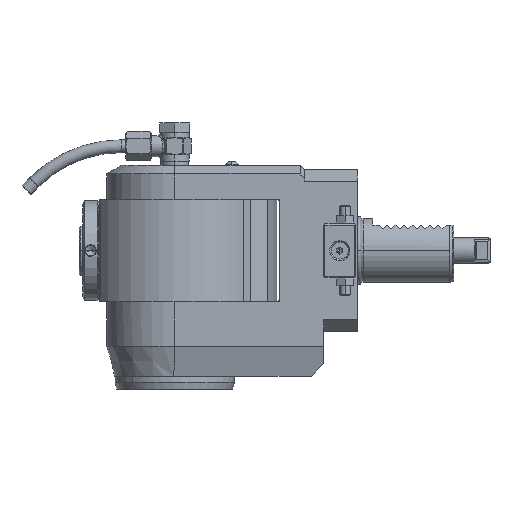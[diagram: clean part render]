
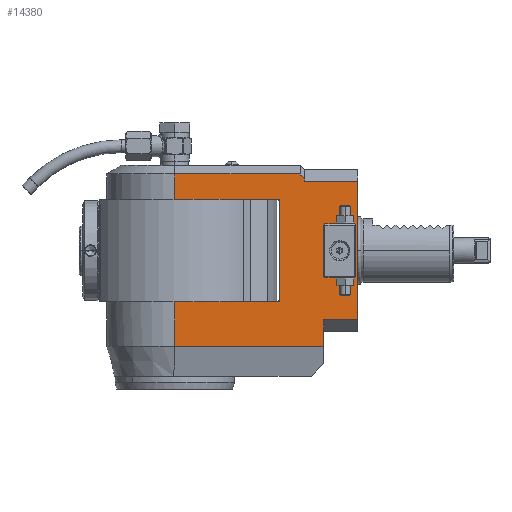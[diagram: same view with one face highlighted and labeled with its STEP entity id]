
A CAD part, left-side view. The second image highlights one B-rep face of the part: STEP entity #14380.
In plain terms, the highlighted planar face has unit normal (-1, 0, 0).
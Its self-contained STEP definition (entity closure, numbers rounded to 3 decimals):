
#3281=DIRECTION('',(0.,1.,0.));
#3282=VECTOR('',#3281,59.);
#3283=CARTESIAN_POINT('',(-32.,-59.,35.959));
#3284=LINE('',#3283,#3282);
#3305=DIRECTION('',(0.,0.,1.));
#3306=VECTOR('',#3305,0.5);
#3307=CARTESIAN_POINT('',(-32.,-59.,35.459));
#3308=LINE('',#3307,#3306);
#3313=DIRECTION('',(0.,1.,0.));
#3314=VECTOR('',#3313,0.433);
#3315=CARTESIAN_POINT('',(-32.,-59.433,35.459));
#3316=LINE('',#3315,#3314);
#3317=DIRECTION('',(0.,0.655,0.756));
#3318=VECTOR('',#3317,2.394);
#3319=CARTESIAN_POINT('',(-32.,-61.,33.649));
#3320=LINE('',#3319,#3318);
#3321=DIRECTION('',(0.,-1.,0.));
#3322=VECTOR('',#3321,25.);
#3323=CARTESIAN_POINT('',(-32.,-61.,32.515));
#3324=LINE('',#3323,#3322);
#3325=DIRECTION('',(0.,-1.,0.));
#3326=VECTOR('',#3325,16.);
#3327=CARTESIAN_POINT('',(-32.,-70.,-32.515));
#3328=LINE('',#3327,#3326);
#3329=DIRECTION('',(0.,1.,0.));
#3330=VECTOR('',#3329,23.368);
#3331=CARTESIAN_POINT('',(-32.,-49.,24.));
#3332=LINE('',#3331,#3330);
#3333=DIRECTION('',(0.,0.,1.));
#3334=VECTOR('',#3333,24.);
#3335=CARTESIAN_POINT('',(-32.,-85.,-12.));
#3336=LINE('',#3335,#3334);
#3337=DIRECTION('',(0.,-0.707,-0.707));
#3338=VECTOR('',#3337,0.707);
#3339=CARTESIAN_POINT('',(-32.,-84.5,12.5));
#3340=LINE('',#3339,#3338);
#3341=DIRECTION('',(0.,1.,0.));
#3342=VECTOR('',#3341,14.);
#3343=CARTESIAN_POINT('',(-32.,-84.5,12.5));
#3344=LINE('',#3343,#3342);
#3345=DIRECTION('',(0.,-0.707,0.707));
#3346=VECTOR('',#3345,0.707);
#3347=CARTESIAN_POINT('',(-32.,-70.,12.));
#3348=LINE('',#3347,#3346);
#3349=DIRECTION('',(0.,0.,-1.));
#3350=VECTOR('',#3349,24.);
#3351=CARTESIAN_POINT('',(-32.,-70.,12.));
#3352=LINE('',#3351,#3350);
#3353=DIRECTION('',(0.,0.707,0.707));
#3354=VECTOR('',#3353,0.707);
#3355=CARTESIAN_POINT('',(-32.,-70.5,-12.5));
#3356=LINE('',#3355,#3354);
#3357=DIRECTION('',(0.,-1.,0.));
#3358=VECTOR('',#3357,14.);
#3359=CARTESIAN_POINT('',(-32.,-70.5,-12.5));
#3360=LINE('',#3359,#3358);
#3361=DIRECTION('',(0.,0.707,-0.707));
#3362=VECTOR('',#3361,0.707);
#3363=CARTESIAN_POINT('',(-32.,-85.,-12.));
#3364=LINE('',#3363,#3362);
#3369=DIRECTION('',(0.,0.,-1.));
#3370=VECTOR('',#3369,11.959);
#3371=CARTESIAN_POINT('',(-32.,0.,
35.959));
#3372=LINE('',#3371,#3370);
#3454=DIRECTION('',(0.,0.,-1.));
#3455=VECTOR('',#3454,65.03);
#3456=CARTESIAN_POINT('',(-32.,-86.,32.515));
#3457=LINE('',#3456,#3455);
#3648=DIRECTION('',(0.,0.,1.));
#3649=VECTOR('',#3648,1.134);
#3650=CARTESIAN_POINT('',(-32.,-61.,32.515));
#3651=LINE('',#3650,#3649);
#3684=DIRECTION('',(0.,0.,1.));
#3685=VECTOR('',#3684,12.485);
#3686=CARTESIAN_POINT('',(-32.,-70.,-45.));
#3687=LINE('',#3686,#3685);
#3704=DIRECTION('',(0.,-1.,0.));
#3705=VECTOR('',#3704,70.);
#3706=CARTESIAN_POINT('',(-32.,0.,
-45.));
#3707=LINE('',#3706,#3705);
#3761=DIRECTION('',(0.,0.,-1.));
#3762=VECTOR('',#3761,21.);
#3763=CARTESIAN_POINT('',(-32.,0.,-24.));
#3764=LINE('',#3763,#3762);
#3769=CARTESIAN_POINT('',(-32.,0.,
-45.));
#3895=DIRECTION('',(0.,1.,0.));
#3896=VECTOR('',#3895,25.632);
#3897=CARTESIAN_POINT('',(-32.,-25.632,-24.));
#3898=LINE('',#3897,#3896);
#3934=DIRECTION('',(0.,0.,-1.));
#3935=VECTOR('',#3934,48.);
#3936=CARTESIAN_POINT('',(-32.,-49.,24.));
#3937=LINE('',#3936,#3935);
#4002=DIRECTION('',(0.,1.,0.));
#4003=VECTOR('',#4002,23.368);
#4004=CARTESIAN_POINT('',(-32.,-49.,-24.));
#4005=LINE('',#4004,#4003);
#4423=DIRECTION('',(0.,-1.,0.));
#4424=VECTOR('',#4423,25.632);
#4425=CARTESIAN_POINT('',(-32.,0.,24.));
#4426=LINE('',#4425,#4424);
#10299=CARTESIAN_POINT('',(-32.,-61.,33.649));
#10300=CARTESIAN_POINT('',(-32.,-59.433,35.459));
#10301=VERTEX_POINT('',#10299);
#10302=VERTEX_POINT('',#10300);
#10754=CARTESIAN_POINT('',(-32.,-85.,-12.));
#10755=CARTESIAN_POINT('',(-32.,-85.,12.));
#10756=VERTEX_POINT('',#10754);
#10757=VERTEX_POINT('',#10755);
#10758=CARTESIAN_POINT('',(-32.,-84.5,12.5));
#10759=CARTESIAN_POINT('',(-32.,-70.5,12.5));
#10760=VERTEX_POINT('',#10758);
#10761=VERTEX_POINT('',#10759);
#10762=CARTESIAN_POINT('',(-32.,-70.,12.));
#10763=CARTESIAN_POINT('',(-32.,-70.,-12.));
#10764=VERTEX_POINT('',#10762);
#10765=VERTEX_POINT('',#10763);
#10766=CARTESIAN_POINT('',(-32.,-70.5,-12.5));
#10767=CARTESIAN_POINT('',(-32.,-84.5,-12.5));
#10768=VERTEX_POINT('',#10766);
#10769=VERTEX_POINT('',#10767);
#11306=CARTESIAN_POINT('',(-32.,-86.,32.515));
#11308=VERTEX_POINT('',#11306);
#11313=CARTESIAN_POINT('',(-32.,-49.,24.));
#11314=CARTESIAN_POINT('',(-32.,-49.,-24.));
#11315=VERTEX_POINT('',#11313);
#11316=VERTEX_POINT('',#11314);
#11329=CARTESIAN_POINT('',(-32.,-25.632,-24.));
#11330=VERTEX_POINT('',#11329);
#11333=CARTESIAN_POINT('',(-32.,-25.632,24.));
#11334=VERTEX_POINT('',#11333);
#11345=CARTESIAN_POINT('',(-32.,-70.,-45.));
#11347=VERTEX_POINT('',#11345);
#11353=CARTESIAN_POINT('',(-32.,-86.,-32.515));
#11354=VERTEX_POINT('',#11353);
#11363=CARTESIAN_POINT('',(-32.,-70.,-32.515));
#11364=VERTEX_POINT('',#11363);
#11365=CARTESIAN_POINT('',(-32.,-59.,35.959));
#11366=CARTESIAN_POINT('',(-32.,0.,
35.959));
#11367=VERTEX_POINT('',#11365);
#11368=VERTEX_POINT('',#11366);
#11415=VERTEX_POINT('',#3769);
#11420=CARTESIAN_POINT('',(-32.,-59.,35.459));
#11422=VERTEX_POINT('',#11420);
#11486=CARTESIAN_POINT('',(-32.,-61.,32.515));
#11487=VERTEX_POINT('',#11486);
#11492=CARTESIAN_POINT('',(-32.,0.,-24.));
#11493=VERTEX_POINT('',#11492);
#11495=CARTESIAN_POINT('',(-32.,0.,24.));
#11497=VERTEX_POINT('',#11495);
#14325=CARTESIAN_POINT('',(-32.,0.,-59.));
#14326=DIRECTION('',(-1.,0.,0.));
#14327=DIRECTION('',(0.,-1.,0.));
#14328=AXIS2_PLACEMENT_3D('',#14325,#14326,#14327);
#14329=PLANE('',#14328);
#14331=ORIENTED_EDGE('',*,*,#14330,.F.);
#14332=ORIENTED_EDGE('',*,*,#14273,.F.);
#14333=ORIENTED_EDGE('',*,*,#14319,.F.);
#14334=ORIENTED_EDGE('',*,*,#14308,.F.);
#14335=ORIENTED_EDGE('',*,*,#14295,.F.);
#14337=ORIENTED_EDGE('',*,*,#14336,.F.);
#14339=ORIENTED_EDGE('',*,*,#14338,.T.);
#14341=ORIENTED_EDGE('',*,*,#14340,.T.);
#14343=ORIENTED_EDGE('',*,*,#14342,.F.);
#14345=ORIENTED_EDGE('',*,*,#14344,.F.);
#14347=ORIENTED_EDGE('',*,*,#14346,.F.);
#14349=ORIENTED_EDGE('',*,*,#14348,.F.);
#14351=ORIENTED_EDGE('',*,*,#14350,.F.);
#14353=ORIENTED_EDGE('',*,*,#14352,.F.);
#14355=ORIENTED_EDGE('',*,*,#14354,.F.);
#14357=ORIENTED_EDGE('',*,*,#14356,.T.);
#14359=ORIENTED_EDGE('',*,*,#14358,.F.);
#14360=EDGE_LOOP('',(#14331,#14332,#14333,#14334,#14335,#14337,#14339,#14341,
#14343,#14345,#14347,#14349,#14351,#14353,#14355,#14357,#14359));
#14361=FACE_OUTER_BOUND('',#14360,.F.);
#14363=ORIENTED_EDGE('',*,*,#14362,.T.);
#14365=ORIENTED_EDGE('',*,*,#14364,.F.);
#14367=ORIENTED_EDGE('',*,*,#14366,.T.);
#14369=ORIENTED_EDGE('',*,*,#14368,.F.);
#14371=ORIENTED_EDGE('',*,*,#14370,.T.);
#14373=ORIENTED_EDGE('',*,*,#14372,.F.);
#14375=ORIENTED_EDGE('',*,*,#14374,.T.);
#14377=ORIENTED_EDGE('',*,*,#14376,.F.);
#14378=EDGE_LOOP('',(#14363,#14365,#14367,#14369,#14371,#14373,#14375,#14377));
#14379=FACE_BOUND('',#14378,.F.);
#14273=EDGE_CURVE('',#11367,#11368,#3284,.T.);
#14295=EDGE_CURVE('',#10301,#10302,#3320,.T.);
#14308=EDGE_CURVE('',#10302,#11422,#3316,.T.);
#14319=EDGE_CURVE('',#11422,#11367,#3308,.T.);
#14330=EDGE_CURVE('',#11368,#11497,#3372,.T.);
#14336=EDGE_CURVE('',#11487,#10301,#3651,.T.);
#14338=EDGE_CURVE('',#11487,#11308,#3324,.T.);
#14340=EDGE_CURVE('',#11308,#11354,#3457,.T.);
#14342=EDGE_CURVE('',#11364,#11354,#3328,.T.);
#14344=EDGE_CURVE('',#11347,#11364,#3687,.T.);
#14346=EDGE_CURVE('',#11415,#11347,#3707,.T.);
#14348=EDGE_CURVE('',#11493,#11415,#3764,.T.);
#14350=EDGE_CURVE('',#11330,#11493,#3898,.T.);
#14352=EDGE_CURVE('',#11316,#11330,#4005,.T.);
#14354=EDGE_CURVE('',#11315,#11316,#3937,.T.);
#14356=EDGE_CURVE('',#11315,#11334,#3332,.T.);
#14358=EDGE_CURVE('',#11497,#11334,#4426,.T.);
#14362=EDGE_CURVE('',#10756,#10757,#3336,.T.);
#14364=EDGE_CURVE('',#10760,#10757,#3340,.T.);
#14366=EDGE_CURVE('',#10760,#10761,#3344,.T.);
#14368=EDGE_CURVE('',#10764,#10761,#3348,.T.);
#14370=EDGE_CURVE('',#10764,#10765,#3352,.T.);
#14372=EDGE_CURVE('',#10768,#10765,#3356,.T.);
#14374=EDGE_CURVE('',#10768,#10769,#3360,.T.);
#14376=EDGE_CURVE('',#10756,#10769,#3364,.T.);
#14380=ADVANCED_FACE('',(#14361,#14379),#14329,.T.);
